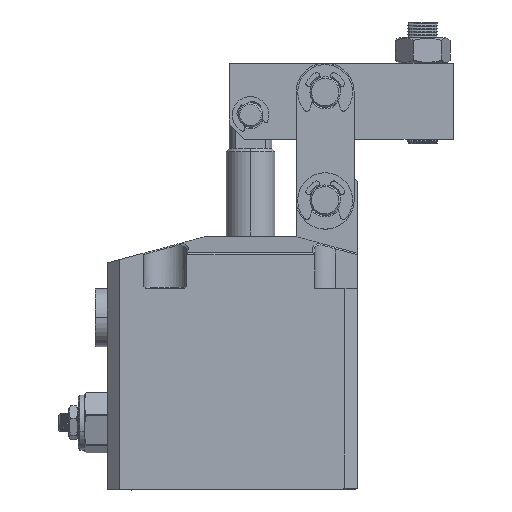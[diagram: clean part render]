
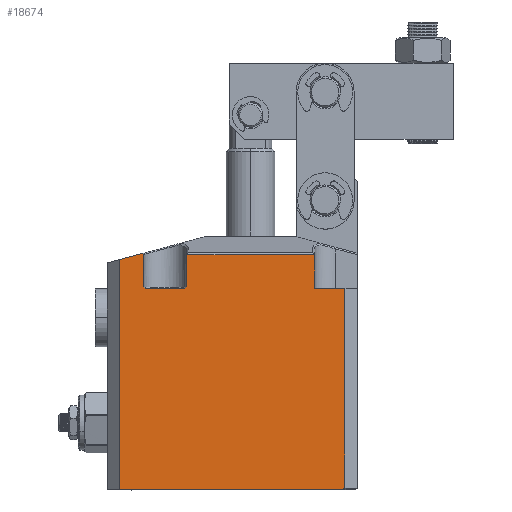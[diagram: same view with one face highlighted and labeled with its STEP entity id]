
A CAD part, top view. The second image highlights one B-rep face of the part: STEP entity #18674.
In plain terms, the highlighted planar face has unit normal (0, 0, 1).
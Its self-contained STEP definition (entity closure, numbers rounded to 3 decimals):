
#533 = CARTESIAN_POINT ( 'NONE',  ( 412.71, 169.516, 35. ) ) ;
#604 = DIRECTION ( 'NONE',  ( -1., 0., 0. ) ) ;
#1325 = EDGE_CURVE ( 'NONE', #5487, #17308, #12603, .T. ) ;
#1409 = LINE ( 'NONE', #4020, #19969 ) ;
#1490 = EDGE_CURVE ( 'NONE', #23144, #26945, #5273, .T. ) ;
#2441 = LINE ( 'NONE', #21100, #21692 ) ;
#2568 = CARTESIAN_POINT ( 'NONE',  ( 412.71, 103.516, 35. ) ) ;
#2760 = CARTESIAN_POINT ( 'NONE',  ( 434.71, 180.525, 35. ) ) ;
#3115 = ORIENTED_EDGE ( 'NONE', *, *, #10245, .T. ) ;
#3660 = VECTOR ( 'NONE', #21688, 1000. ) ;
#3937 = ORIENTED_EDGE ( 'NONE', *, *, #10854, .T. ) ;
#4020 = CARTESIAN_POINT ( 'NONE',  ( 412.71, 103.516, 35. ) ) ;
#4031 = VECTOR ( 'NONE', #18723, 1000. ) ;
#4123 = AXIS2_PLACEMENT_3D ( 'NONE', #23051, #22908, #22870 ) ;
#4147 = VECTOR ( 'NONE', #16404, 1000. ) ;
#4212 = ORIENTED_EDGE ( 'NONE', *, *, #23504, .T. ) ;
#4303 = EDGE_CURVE ( 'NONE', #23416, #29896, #12632, .T. ) ;
#4381 = VERTEX_POINT ( 'NONE', #23521 ) ;
#4806 = EDGE_CURVE ( 'NONE', #7017, #26945, #25254, .T. ) ;
#5273 = LINE ( 'NONE', #29638, #7953 ) ;
#5487 = VERTEX_POINT ( 'NONE', #22720 ) ;
#5550 = ORIENTED_EDGE ( 'NONE', *, *, #21160, .T. ) ;
#6399 = CARTESIAN_POINT ( 'NONE',  ( 486.062, 103.559, 35. ) ) ;
#6425 = DIRECTION ( 'NONE',  ( -0.816, -0.577, 0. ) ) ;
#6559 = VERTEX_POINT ( 'NONE', #26148 ) ;
#6847 = CARTESIAN_POINT ( 'NONE',  ( 434.21, 169.516, 35. ) ) ;
#6952 = ORIENTED_EDGE ( 'NONE', *, *, #20259, .T. ) ;
#7017 = VERTEX_POINT ( 'NONE', #18425 ) ;
#7096 = CARTESIAN_POINT ( 'NONE',  ( 421.21, 169.516, 35. ) ) ;
#7193 = ORIENTED_EDGE ( 'NONE', *, *, #7701, .F. ) ;
#7258 = ORIENTED_EDGE ( 'NONE', *, *, #4806, .F. ) ;
#7701 = EDGE_CURVE ( 'NONE', #11429, #8169, #11336, .T. ) ;
#7953 = VECTOR ( 'NONE', #28007, 1000. ) ;
#8169 = VERTEX_POINT ( 'NONE', #9951 ) ;
#8477 = LINE ( 'NONE', #18331, #4031 ) ;
#8558 = CARTESIAN_POINT ( 'NONE',  ( 476.693, 180.657, 35. ) ) ;
#8943 = VERTEX_POINT ( 'NONE', #7096 ) ;
#9031 = VECTOR ( 'NONE', #28812, 1000. ) ;
#9096 = LINE ( 'NONE', #2568, #26369 ) ;
#9288 = ORIENTED_EDGE ( 'NONE', *, *, #1490, .T. ) ;
#9951 = CARTESIAN_POINT ( 'NONE',  ( 486.003, 103.516, 35. ) ) ;
#10245 = EDGE_CURVE ( 'NONE', #26898, #4381, #29924, .T. ) ;
#10435 = ORIENTED_EDGE ( 'NONE', *, *, #1325, .T. ) ;
#10676 = EDGE_CURVE ( 'NONE', #29896, #28835, #29322, .T. ) ;
#10854 = EDGE_CURVE ( 'NONE', #4381, #6559, #8477, .T. ) ;
#11044 = ORIENTED_EDGE ( 'NONE', *, *, #15498, .T. ) ;
#11097 = DIRECTION ( 'NONE',  ( -0.707, -0.707, 0. ) ) ;
#11291 = EDGE_CURVE ( 'NONE', #11429, #26898, #16514, .T. ) ;
#11316 = VECTOR ( 'NONE', #19831, 1000. ) ;
#11336 = LINE ( 'NONE', #6399, #29508 ) ;
#11429 = VERTEX_POINT ( 'NONE', #11831 ) ;
#11831 = CARTESIAN_POINT ( 'NONE',  ( 486.71, 104.016, 35. ) ) ;
#12257 = VECTOR ( 'NONE', #11097, 1000. ) ;
#12603 = LINE ( 'NONE', #30345, #12257 ) ;
#12632 = LINE ( 'NONE', #28071, #20874 ) ;
#12983 = ORIENTED_EDGE ( 'NONE', *, *, #14158, .T. ) ;
#13468 = ORIENTED_EDGE ( 'NONE', *, *, #10676, .T. ) ;
#13494 = CARTESIAN_POINT ( 'NONE',  ( 486.71, 103.516, 35. ) ) ;
#13500 = DIRECTION ( 'NONE',  ( 0., 1., 0. ) ) ;
#13714 = EDGE_CURVE ( 'NONE', #7017, #30805, #14677, .T. ) ;
#14158 = EDGE_CURVE ( 'NONE', #8943, #23144, #25465, .T. ) ;
#14677 = LINE ( 'NONE', #26634, #27260 ) ;
#15498 = EDGE_CURVE ( 'NONE', #21247, #8169, #1409, .T. ) ;
#16404 = DIRECTION ( 'NONE',  ( 0., -1., 0. ) ) ;
#16514 = LINE ( 'NONE', #13494, #27893 ) ;
#17131 = DIRECTION ( 'NONE',  ( 0., -1., 0. ) ) ;
#17308 = VERTEX_POINT ( 'NONE', #6847 ) ;
#17355 = CARTESIAN_POINT ( 'NONE',  ( 412.71, 103.516, 35. ) ) ;
#17482 = VECTOR ( 'NONE', #25799, 1000. ) ;
#17778 = EDGE_CURVE ( 'NONE', #17308, #8943, #20240, .T. ) ;
#17788 = CARTESIAN_POINT ( 'NONE',  ( 486.71, 169.516, 35. ) ) ;
#18331 = CARTESIAN_POINT ( 'NONE',  ( 476.71, 103.516, 35. ) ) ;
#18425 = CARTESIAN_POINT ( 'NONE',  ( 420.316, 181.052, 35. ) ) ;
#18674 = ADVANCED_FACE ( 'NONE', ( #26155 ), #22949, .T. ) ;
#18723 = DIRECTION ( 'NONE',  ( 0., 1., 0. ) ) ;
#19831 = DIRECTION ( 'NONE',  ( -0.707, 0.707, 0. ) ) ;
#19871 = CARTESIAN_POINT ( 'NONE',  ( 420.71, 170.016, 35. ) ) ;
#19969 = VECTOR ( 'NONE', #21928, 1000. ) ;
#20240 = LINE ( 'NONE', #533, #20980 ) ;
#20259 = EDGE_CURVE ( 'NONE', #30805, #21247, #9096, .T. ) ;
#20491 = ORIENTED_EDGE ( 'NONE', *, *, #4303, .T. ) ;
#20874 = VECTOR ( 'NONE', #26823, 1000. ) ;
#20980 = VECTOR ( 'NONE', #604, 1000. ) ;
#21100 = CARTESIAN_POINT ( 'NONE',  ( 475.281, 182.119, 35. ) ) ;
#21160 = EDGE_CURVE ( 'NONE', #6559, #23416, #2441, .T. ) ;
#21247 = VERTEX_POINT ( 'NONE', #17355 ) ;
#21288 = DIRECTION ( 'NONE',  ( -0.695, 0.719, 0. ) ) ;
#21688 = DIRECTION ( 'NONE',  ( -0.662, -0.75, 0. ) ) ;
#21692 = VECTOR ( 'NONE', #21288, 1000. ) ;
#21896 = CARTESIAN_POINT ( 'NONE',  ( 434.71, 180.525, 35. ) ) ;
#21928 = DIRECTION ( 'NONE',  ( 1., 0., 0. ) ) ;
#22720 = CARTESIAN_POINT ( 'NONE',  ( 434.71, 170.016, 35. ) ) ;
#22870 = DIRECTION ( 'NONE',  ( 1., 0., 0. ) ) ;
#22908 = DIRECTION ( 'NONE',  ( 0., 0., 1. ) ) ;
#22949 = PLANE ( 'NONE',  #4123 ) ;
#23051 = CARTESIAN_POINT ( 'NONE',  ( 412.71, 103.516, 35. ) ) ;
#23144 = VERTEX_POINT ( 'NONE', #28480 ) ;
#23416 = VERTEX_POINT ( 'NONE', #8558 ) ;
#23504 = EDGE_CURVE ( 'NONE', #28835, #5487, #30322, .T. ) ;
#23521 = CARTESIAN_POINT ( 'NONE',  ( 476.71, 169.516, 35. ) ) ;
#23530 = CARTESIAN_POINT ( 'NONE',  ( 412.71, 179.014, 35. ) ) ;
#24507 = ORIENTED_EDGE ( 'NONE', *, *, #13714, .T. ) ;
#24794 = CARTESIAN_POINT ( 'NONE',  ( 434.827, 180.657, 35. ) ) ;
#24906 = CARTESIAN_POINT ( 'NONE',  ( 420.71, 180.657, 35. ) ) ;
#24914 = ORIENTED_EDGE ( 'NONE', *, *, #11291, .T. ) ;
#25011 = ORIENTED_EDGE ( 'NONE', *, *, #17778, .T. ) ;
#25254 = LINE ( 'NONE', #25702, #17482 ) ;
#25465 = LINE ( 'NONE', #19871, #11316 ) ;
#25702 = CARTESIAN_POINT ( 'NONE',  ( 420.71, 180.657, 35. ) ) ;
#25799 = DIRECTION ( 'NONE',  ( 0.707, -0.707, 0. ) ) ;
#26148 = CARTESIAN_POINT ( 'NONE',  ( 476.71, 180.64, 35. ) ) ;
#26155 = FACE_OUTER_BOUND ( 'NONE', #30626, .T. ) ;
#26369 = VECTOR ( 'NONE', #17131, 1000. ) ;
#26634 = CARTESIAN_POINT ( 'NONE',  ( 420.316, 181.052, 35. ) ) ;
#26664 = DIRECTION ( 'NONE',  ( -0.966, -0.259, 0. ) ) ;
#26823 = DIRECTION ( 'NONE',  ( -1., 0., 0. ) ) ;
#26898 = VERTEX_POINT ( 'NONE', #17788 ) ;
#26945 = VERTEX_POINT ( 'NONE', #24906 ) ;
#27260 = VECTOR ( 'NONE', #26664, 1000. ) ;
#27893 = VECTOR ( 'NONE', #13500, 1000. ) ;
#28007 = DIRECTION ( 'NONE',  ( 0., 1., 0. ) ) ;
#28071 = CARTESIAN_POINT ( 'NONE',  ( 412.71, 180.657, 35. ) ) ;
#28480 = CARTESIAN_POINT ( 'NONE',  ( 420.71, 170.016, 35. ) ) ;
#28812 = DIRECTION ( 'NONE',  ( -1., 0., 0. ) ) ;
#28835 = VERTEX_POINT ( 'NONE', #2760 ) ;
#29005 = CARTESIAN_POINT ( 'NONE',  ( 412.71, 169.516, 35. ) ) ;
#29322 = LINE ( 'NONE', #21896, #3660 ) ;
#29508 = VECTOR ( 'NONE', #6425, 1000. ) ;
#29638 = CARTESIAN_POINT ( 'NONE',  ( 420.71, 103.516, 35. ) ) ;
#29896 = VERTEX_POINT ( 'NONE', #24794 ) ;
#29924 = LINE ( 'NONE', #29005, #9031 ) ;
#30322 = LINE ( 'NONE', #30480, #4147 ) ;
#30345 = CARTESIAN_POINT ( 'NONE',  ( 434.21, 169.516, 35. ) ) ;
#30480 = CARTESIAN_POINT ( 'NONE',  ( 434.71, 103.516, 35. ) ) ;
#30626 = EDGE_LOOP ( 'NONE', ( #20491, #13468, #4212, #10435, #25011, #12983, #9288, #7258, #24507, #6952, #11044, #7193, #24914, #3115, #3937, #5550 ) ) ;
#30805 = VERTEX_POINT ( 'NONE', #23530 ) ;
